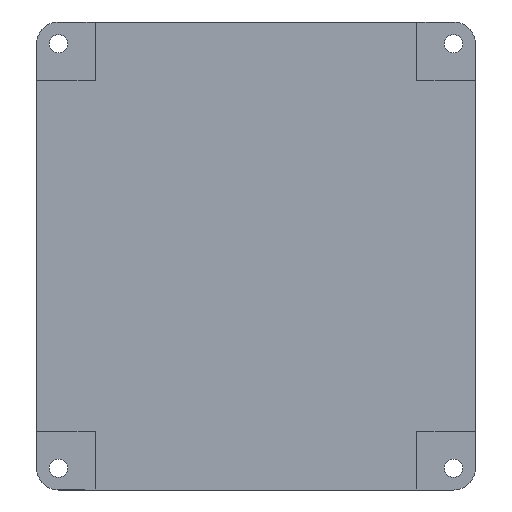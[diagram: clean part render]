
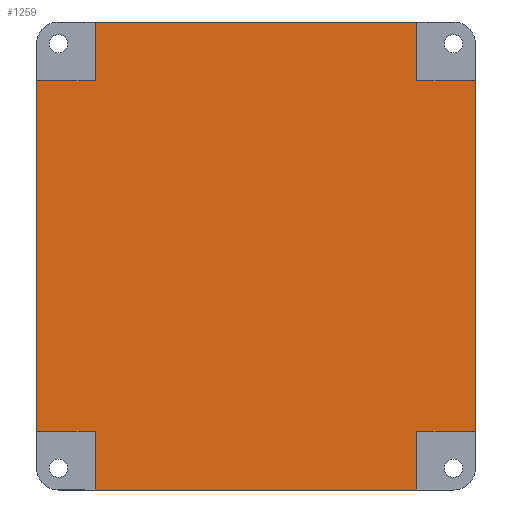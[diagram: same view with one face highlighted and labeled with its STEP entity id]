
A CAD part, front view. The second image highlights one B-rep face of the part: STEP entity #1259.
In plain terms, the highlighted planar face has unit normal (0, -1, 0).
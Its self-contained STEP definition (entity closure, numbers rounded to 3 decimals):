
#10 = EDGE_CURVE ( 'NONE', #247, #3052, #1150, .T. ) ;
#38 = ORIENTED_EDGE ( 'NONE', *, *, #133, .F. ) ;
#44 = ORIENTED_EDGE ( 'NONE', *, *, #3067, .F. ) ;
#127 = CARTESIAN_POINT ( 'NONE',  ( 21.987, 0., 31.987 ) ) ;
#133 = EDGE_CURVE ( 'NONE', #3432, #3566, #2442, .T. ) ;
#134 = CARTESIAN_POINT ( 'NONE',  ( -21.987, 0., -31.987 ) ) ;
#164 = CARTESIAN_POINT ( 'NONE',  ( -27., 0., 31.987 ) ) ;
#213 = CARTESIAN_POINT ( 'NONE',  ( -21.987, 0., 23.987 ) ) ;
#242 = ORIENTED_EDGE ( 'NONE', *, *, #2588, .F. ) ;
#247 = VERTEX_POINT ( 'NONE', #3582 ) ;
#280 = ORIENTED_EDGE ( 'NONE', *, *, #2023, .F. ) ;
#282 = CARTESIAN_POINT ( 'NONE',  ( -29.987, 0., -29. ) ) ;
#300 = VECTOR ( 'NONE', #2214, 1000. ) ;
#374 = DIRECTION ( 'NONE',  ( -1., 0., 0. ) ) ;
#387 = CARTESIAN_POINT ( 'NONE',  ( -27., 0., 29. ) ) ;
#430 = DIRECTION ( 'NONE',  ( 0., 0., -1. ) ) ;
#443 = DIRECTION ( 'NONE',  ( 1., 0., 0. ) ) ;
#505 = LINE ( 'NONE', #3220, #3217 ) ;
#709 = CARTESIAN_POINT ( 'NONE',  ( -29.987, 0., 23.987 ) ) ;
#762 = CARTESIAN_POINT ( 'NONE',  ( 21.987, 0., 23.987 ) ) ;
#786 = FACE_OUTER_BOUND ( 'NONE', #2042, .T. ) ;
#824 = LINE ( 'NONE', #3538, #3673 ) ;
#937 = VERTEX_POINT ( 'NONE', #3615 ) ;
#981 = VECTOR ( 'NONE', #988, 1000. ) ;
#988 = DIRECTION ( 'NONE',  ( 0., 0., -1. ) ) ;
#1022 = DIRECTION ( 'NONE',  ( 0., 1., 0. ) ) ;
#1086 = EDGE_CURVE ( 'NONE', #2462, #2105, #3804, .T. ) ;
#1095 = VERTEX_POINT ( 'NONE', #3786 ) ;
#1117 = VERTEX_POINT ( 'NONE', #2528 ) ;
#1131 = ORIENTED_EDGE ( 'NONE', *, *, #1086, .F. ) ;
#1143 = DIRECTION ( 'NONE',  ( -1., 0., 0. ) ) ;
#1150 = LINE ( 'NONE', #213, #3887 ) ;
#1247 = CARTESIAN_POINT ( 'NONE',  ( 21.987, 0., 31.987 ) ) ;
#1259 = ADVANCED_FACE ( 'NONE', ( #786 ), #2003, .F. ) ;
#1283 = CARTESIAN_POINT ( 'NONE',  ( 29.987, 0., 23.987 ) ) ;
#1302 = DIRECTION ( 'NONE',  ( 1., 0., 0. ) ) ;
#1305 = LINE ( 'NONE', #2820, #3136 ) ;
#1306 = EDGE_CURVE ( 'NONE', #3052, #3432, #1945, .T. ) ;
#1338 = VECTOR ( 'NONE', #1798, 1000. ) ;
#1505 = DIRECTION ( 'NONE',  ( 0., 0., 1. ) ) ;
#1558 = VECTOR ( 'NONE', #3507, 1000. ) ;
#1583 = CARTESIAN_POINT ( 'NONE',  ( 29.987, 0., -23.987 ) ) ;
#1612 = CARTESIAN_POINT ( 'NONE',  ( 27., 0., -31.987 ) ) ;
#1614 = CARTESIAN_POINT ( 'NONE',  ( 29.987, 0., -23.987 ) ) ;
#1659 = ORIENTED_EDGE ( 'NONE', *, *, #3812, .F. ) ;
#1672 = VECTOR ( 'NONE', #443, 1000. ) ;
#1798 = DIRECTION ( 'NONE',  ( 0., 0., -1. ) ) ;
#1846 = CARTESIAN_POINT ( 'NONE',  ( -21.987, 0., 31.987 ) ) ;
#1914 = LINE ( 'NONE', #1612, #3028 ) ;
#1945 = LINE ( 'NONE', #164, #3662 ) ;
#2003 = PLANE ( 'NONE',  #3149 ) ;
#2023 = EDGE_CURVE ( 'NONE', #2769, #937, #2804, .T. ) ;
#2038 = ORIENTED_EDGE ( 'NONE', *, *, #3869, .F. ) ;
#2042 = EDGE_LOOP ( 'NONE', ( #2038, #1131, #1659, #2144, #280, #2525, #3677, #38, #3351, #2275, #242, #44 ) ) ;
#2105 = VERTEX_POINT ( 'NONE', #3841 ) ;
#2144 = ORIENTED_EDGE ( 'NONE', *, *, #3838, .F. ) ;
#2214 = DIRECTION ( 'NONE',  ( -1., 0., 0. ) ) ;
#2243 = CARTESIAN_POINT ( 'NONE',  ( -21.987, 0., -31.987 ) ) ;
#2275 = ORIENTED_EDGE ( 'NONE', *, *, #10, .F. ) ;
#2442 = LINE ( 'NONE', #1247, #1338 ) ;
#2462 = VERTEX_POINT ( 'NONE', #2243 ) ;
#2525 = ORIENTED_EDGE ( 'NONE', *, *, #3541, .F. ) ;
#2528 = CARTESIAN_POINT ( 'NONE',  ( 21.987, 0., -31.987 ) ) ;
#2588 = EDGE_CURVE ( 'NONE', #3706, #247, #824, .T. ) ;
#2598 = DIRECTION ( 'NONE',  ( 1., 0., 0. ) ) ;
#2769 = VERTEX_POINT ( 'NONE', #1583 ) ;
#2804 = LINE ( 'NONE', #1614, #300 ) ;
#2820 = CARTESIAN_POINT ( 'NONE',  ( 29.987, 0., 29. ) ) ;
#2825 = LINE ( 'NONE', #3723, #981 ) ;
#2843 = EDGE_CURVE ( 'NONE', #3566, #3407, #2935, .T. ) ;
#2935 = LINE ( 'NONE', #762, #1672 ) ;
#3028 = VECTOR ( 'NONE', #374, 1000. ) ;
#3052 = VERTEX_POINT ( 'NONE', #1846 ) ;
#3067 = EDGE_CURVE ( 'NONE', #1095, #3706, #3355, .T. ) ;
#3102 = CARTESIAN_POINT ( 'NONE',  ( 21.987, 0., 23.987 ) ) ;
#3136 = VECTOR ( 'NONE', #430, 1000. ) ;
#3149 = AXIS2_PLACEMENT_3D ( 'NONE', #387, #1022, #3162 ) ;
#3162 = DIRECTION ( 'NONE',  ( 0., 0., 1. ) ) ;
#3205 = DIRECTION ( 'NONE',  ( 0., 0., 1. ) ) ;
#3217 = VECTOR ( 'NONE', #1143, 1000. ) ;
#3220 = CARTESIAN_POINT ( 'NONE',  ( -21.987, 0., -23.987 ) ) ;
#3351 = ORIENTED_EDGE ( 'NONE', *, *, #1306, .F. ) ;
#3355 = LINE ( 'NONE', #282, #3451 ) ;
#3407 = VERTEX_POINT ( 'NONE', #1283 ) ;
#3432 = VERTEX_POINT ( 'NONE', #127 ) ;
#3451 = VECTOR ( 'NONE', #1505, 1000. ) ;
#3507 = DIRECTION ( 'NONE',  ( 0., 0., 1. ) ) ;
#3538 = CARTESIAN_POINT ( 'NONE',  ( -29.987, 0., 23.987 ) ) ;
#3541 = EDGE_CURVE ( 'NONE', #3407, #2769, #1305, .T. ) ;
#3566 = VERTEX_POINT ( 'NONE', #3102 ) ;
#3582 = CARTESIAN_POINT ( 'NONE',  ( -21.987, 0., 23.987 ) ) ;
#3615 = CARTESIAN_POINT ( 'NONE',  ( 21.987, 0., -23.987 ) ) ;
#3662 = VECTOR ( 'NONE', #1302, 1000. ) ;
#3673 = VECTOR ( 'NONE', #2598, 1000. ) ;
#3677 = ORIENTED_EDGE ( 'NONE', *, *, #2843, .F. ) ;
#3706 = VERTEX_POINT ( 'NONE', #709 ) ;
#3723 = CARTESIAN_POINT ( 'NONE',  ( 21.987, 0., -23.987 ) ) ;
#3786 = CARTESIAN_POINT ( 'NONE',  ( -29.987, 0., -23.987 ) ) ;
#3804 = LINE ( 'NONE', #134, #1558 ) ;
#3812 = EDGE_CURVE ( 'NONE', #1117, #2462, #1914, .T. ) ;
#3838 = EDGE_CURVE ( 'NONE', #937, #1117, #2825, .T. ) ;
#3841 = CARTESIAN_POINT ( 'NONE',  ( -21.987, 0., -23.987 ) ) ;
#3869 = EDGE_CURVE ( 'NONE', #2105, #1095, #505, .T. ) ;
#3887 = VECTOR ( 'NONE', #3205, 1000. ) ;
